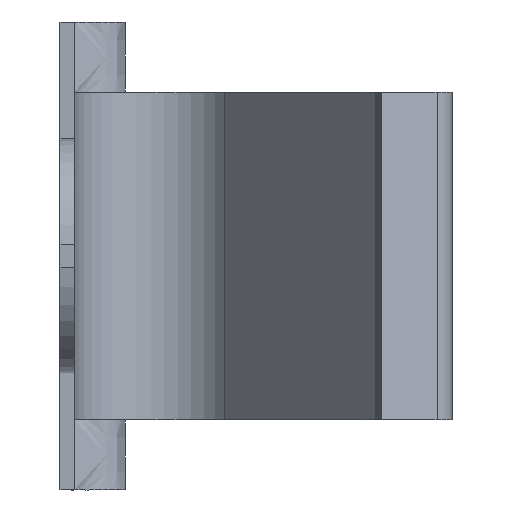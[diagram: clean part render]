
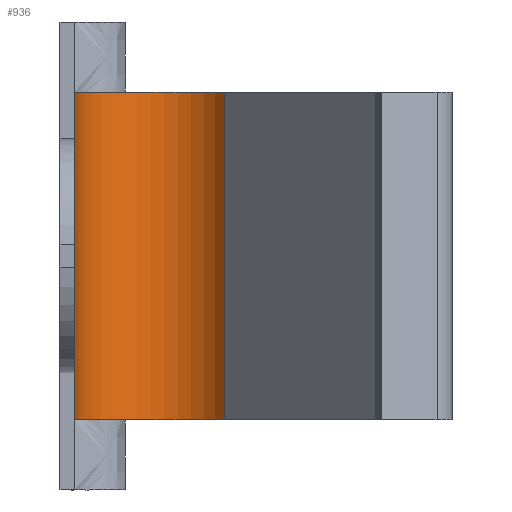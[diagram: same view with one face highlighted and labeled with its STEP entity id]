
A CAD part, front view. The second image highlights one B-rep face of the part: STEP entity #936.
In plain terms, the highlighted cylindrical face has radius 1.803 mm (diameter 3.607 mm), a partial arc.
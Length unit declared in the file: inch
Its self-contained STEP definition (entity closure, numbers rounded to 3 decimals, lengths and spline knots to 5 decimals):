
#30 = ORIENTED_EDGE ( 'NONE', *, *, #1822, .F. ) ;
#211 = CIRCLE ( 'NONE', #1206, 0.071 ) ;
#283 = FACE_OUTER_BOUND ( 'NONE', #1503, .T. ) ;
#302 = VERTEX_POINT ( 'NONE', #1468 ) ;
#432 = VECTOR ( 'NONE', #920, 39.37008 ) ;
#440 = CIRCLE ( 'NONE', #789, 0.071 ) ;
#464 = CARTESIAN_POINT ( 'NONE',  ( 0., 0.744, 0.059 ) ) ;
#495 = DIRECTION ( 'NONE',  ( 0., 0., -1. ) ) ;
#505 = DIRECTION ( 'NONE',  ( -1., 0., 0. ) ) ;
#509 = VERTEX_POINT ( 'NONE', #2510 ) ;
#525 = ORIENTED_EDGE ( 'NONE', *, *, #2534, .F. ) ;
#588 = DIRECTION ( 'NONE',  ( 0., 0., -1. ) ) ;
#692 = VERTEX_POINT ( 'NONE', #464 ) ;
#704 = CARTESIAN_POINT ( 'NONE',  ( 0., 0.744, 0.394 ) ) ;
#765 = DIRECTION ( 'NONE',  ( -1., 0., 0. ) ) ;
#789 = AXIS2_PLACEMENT_3D ( 'NONE', #793, #2631, #765 ) ;
#793 = CARTESIAN_POINT ( 'NONE',  ( 0.071, 0.744, 0.059 ) ) ;
#845 = VERTEX_POINT ( 'NONE', #2337 ) ;
#920 = DIRECTION ( 'NONE',  ( 0., 0., -1. ) ) ;
#936 = ADVANCED_FACE ( 'NONE', ( #283 ), #1546, .F. ) ;
#941 = LINE ( 'NONE', #2609, #432 ) ;
#1206 = AXIS2_PLACEMENT_3D ( 'NONE', #2370, #588, #2620 ) ;
#1244 = EDGE_CURVE ( 'NONE', #302, #692, #1253, .T. ) ;
#1253 = LINE ( 'NONE', #704, #2389 ) ;
#1277 = CARTESIAN_POINT ( 'NONE',  ( 0.071, 0.744, 0.394 ) ) ;
#1454 = ORIENTED_EDGE ( 'NONE', *, *, #1601, .F. ) ;
#1468 = CARTESIAN_POINT ( 'NONE',  ( 0., 0.744, 0.335 ) ) ;
#1503 = EDGE_LOOP ( 'NONE', ( #525, #1454, #30, #2516 ) ) ;
#1546 = CYLINDRICAL_SURFACE ( 'NONE', #2171, 0.071 ) ;
#1601 = EDGE_CURVE ( 'NONE', #845, #509, #941, .T. ) ;
#1726 = DIRECTION ( 'NONE',  ( 0., 0., -1. ) ) ;
#1822 = EDGE_CURVE ( 'NONE', #302, #845, #211, .T. ) ;
#2171 = AXIS2_PLACEMENT_3D ( 'NONE', #1277, #495, #505 ) ;
#2337 = CARTESIAN_POINT ( 'NONE',  ( 0.12618, 0.78868, 0.335 ) ) ;
#2370 = CARTESIAN_POINT ( 'NONE',  ( 0.071, 0.744, 0.335 ) ) ;
#2389 = VECTOR ( 'NONE', #1726, 39.37008 ) ;
#2510 = CARTESIAN_POINT ( 'NONE',  ( 0.12618, 0.78868, 0.059 ) ) ;
#2516 = ORIENTED_EDGE ( 'NONE', *, *, #1244, .T. ) ;
#2534 = EDGE_CURVE ( 'NONE', #509, #692, #440, .T. ) ;
#2609 = CARTESIAN_POINT ( 'NONE',  ( 0.12618, 0.78868, 0.394 ) ) ;
#2620 = DIRECTION ( 'NONE',  ( -1., 0., 0. ) ) ;
#2631 = DIRECTION ( 'NONE',  ( 0., 0., 1. ) ) ;
